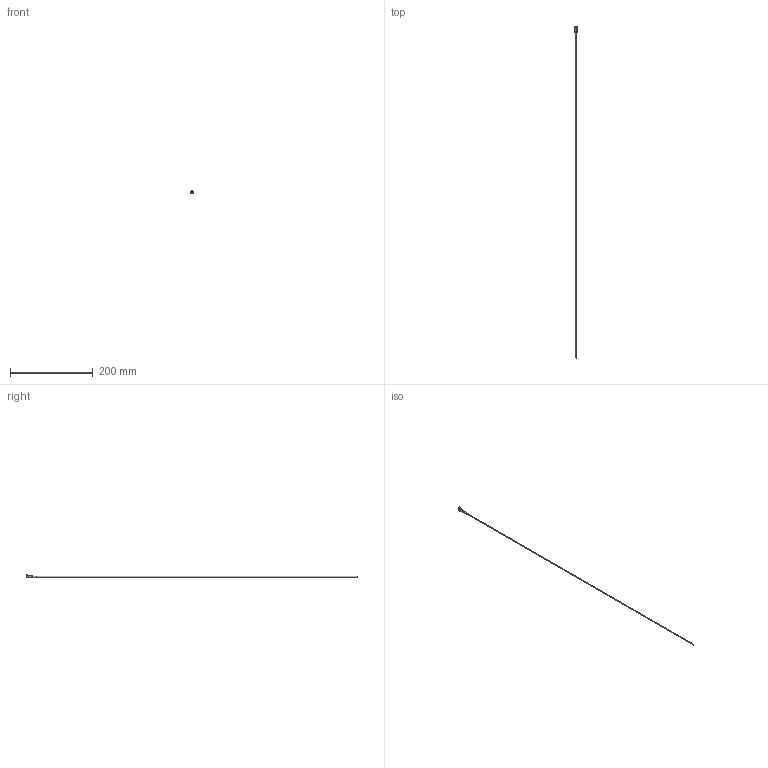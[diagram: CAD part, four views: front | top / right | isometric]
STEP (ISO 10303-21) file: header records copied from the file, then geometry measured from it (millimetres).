
FILE_DESCRIPTION (( 'STEP AP203' ), '1' );
FILE_NAME ('INGUN_SE-EF316D-50MCXMW080.STEP', '2022-05-09T12:27:53', ( 'ochi' ), ( '' ), 'SwSTEP 2.0', 'SolidWorks 2018', '' );
FILE_SCHEMA (( 'CONFIG_CONTROL_DESIGN' ));
Length unit declared in the file: millimetre
Products named in the file (1): INGUN_SE-EF316D-50MCXMW080
Bounding box: 5.1 x 800 x 8.97 mm (x, y, z)
Volume: 4221.5 mm3; surface area: 6657.6 mm2
Topology: 1 solids, 1 shells, 224 faces, 626 edges, 414 vertices
Faces by surface type: plane 87, cylinder 49, torus 34, cone 32, bspline 22
Entity records: 7849 total; most frequent: CARTESIAN_POINT 2241, ORIENTED_EDGE 1252, DIRECTION 1058, EDGE_CURVE 626, AXIS2_PLACEMENT_3D 423, VERTEX_POINT 414, EDGE_LOOP 234, ADVANCED_FACE 224
